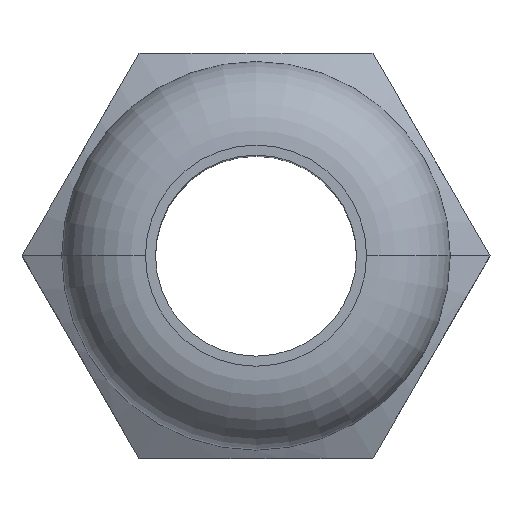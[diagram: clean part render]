
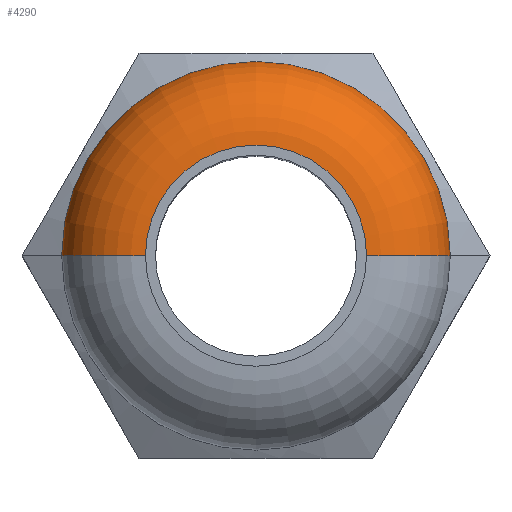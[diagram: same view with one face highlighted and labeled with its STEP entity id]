
A CAD part, top view. The second image highlights one B-rep face of the part: STEP entity #4290.
In plain terms, the highlighted toroidal (fillet/blend) face has major radius 6.6 mm and minor radius 5 mm.
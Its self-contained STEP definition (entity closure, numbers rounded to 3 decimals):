
#2010=CARTESIAN_POINT('',(0.,0.,40.206));
#2020=DIRECTION('',(0.,0.,1.));
#2030=DIRECTION('',(1.,0.,0.));
#2040=AXIS2_PLACEMENT_3D('',#2010,#2020,#2030);
#2050=CIRCLE('',#2040,6.6);
#2060=CARTESIAN_POINT('',(6.6,0.,40.206));
#2070=VERTEX_POINT('',#2060);
#2080=CARTESIAN_POINT('',(-6.6,0.,40.206));
#2090=VERTEX_POINT('',#2080);
#2100=EDGE_CURVE('',#2070,#2090,#2050,.T.);
#2480=CARTESIAN_POINT('',(11.6,0.,35.206));
#2490=VERTEX_POINT('',#2480);
#2580=CARTESIAN_POINT('',(-11.6,0.,35.206));
#2590=VERTEX_POINT('',#2580);
#2620=CARTESIAN_POINT('',(0.,0.,35.206));
#2630=DIRECTION('',(0.,0.,1.));
#2640=DIRECTION('',(1.,0.,0.));
#2650=AXIS2_PLACEMENT_3D('',#2620,#2630,#2640);
#2660=CIRCLE('',#2650,11.6);
#2840=CARTESIAN_POINT('',(6.6,0.,35.206));
#2850=DIRECTION('',(0.,1.,0.));
#2860=DIRECTION('',(-1.,0.,0.));
#2870=AXIS2_PLACEMENT_3D('',#2840,#2850,#2860);
#2880=CIRCLE('',#2870,5.);
#2890=EDGE_CURVE('',#2070,#2490,#2880,.T.);
#2920=CARTESIAN_POINT('',(-6.6,0.,35.206));
#2930=DIRECTION('',(0.,-1.,0.));
#2940=DIRECTION('',(1.,0.,0.));
#2950=AXIS2_PLACEMENT_3D('',#2920,#2930,#2940);
#2960=CIRCLE('',#2950,5.);
#2970=EDGE_CURVE('',#2090,#2590,#2960,.T.);
#3160=EDGE_CURVE('',#2490,#2590,#2660,.T.);
#4180=CARTESIAN_POINT('',(0.,0.,35.206));
#4190=DIRECTION('',(0.,0.,1.));
#4200=DIRECTION('',(1.,0.,0.));
#4210=AXIS2_PLACEMENT_3D('',#4180,#4190,#4200);
#4220=TOROIDAL_SURFACE('',#4210,6.6,5.);
#4230=ORIENTED_EDGE('',*,*,#2100,.F.);
#4240=ORIENTED_EDGE('',*,*,#2970,.F.);
#4250=ORIENTED_EDGE('',*,*,#3160,.T.);
#4260=ORIENTED_EDGE('',*,*,#2890,.T.);
#4270=EDGE_LOOP('',(#4260,#4250,#4240,#4230));
#4280=FACE_OUTER_BOUND('',#4270,.T.);
#4290=ADVANCED_FACE('',(#4280),#4220,.T.);
